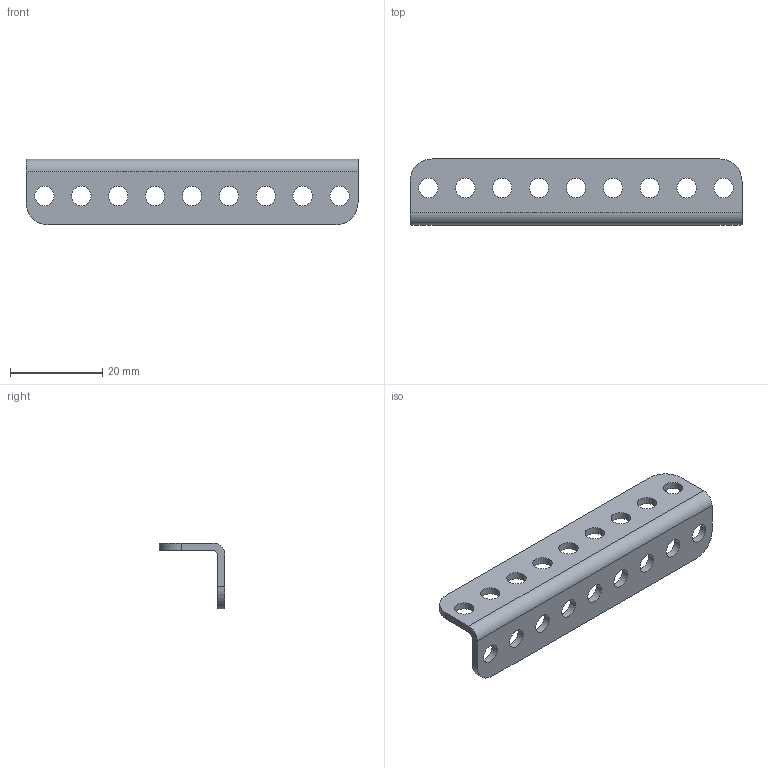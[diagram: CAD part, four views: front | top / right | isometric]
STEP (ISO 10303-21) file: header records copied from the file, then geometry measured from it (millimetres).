
FILE_DESCRIPTION(/* description */ (''),/* implementation_level */ '2;1');
FILE_NAME(/* name */ 'Matrix_01-0009.ipt.stp',/* time_stamp */ '2014-12-18T17:41:45-08:00',/* author */ ('Autodesk Inc.'),/* organization */ ('Autodesk Inc.'),/* preprocessor_version */ 'ST-DEVELOPER v15.6',/* originating_system */ 'Autodesk Inventor 2015',/* authorisation */ '');
FILE_SCHEMA (('AUTOMOTIVE_DESIGN { 1 0 10303 214 3 1 1 }'));
Length unit declared in the file: millimetre
Products named in the file (1): Matrix_01-0009
Bounding box: 72 x 14.3 x 14.3 mm (x, y, z)
Volume: 2590.7 mm3; surface area: 3919.6 mm2
Topology: 1 solids, 1 shells, 32 faces, 90 edges, 60 vertices
Faces by surface type: cylinder 24, plane 8
Full cylindrical faces by diameter (mm): 4.2 x18
Entity records: 1068 total; most frequent: DIRECTION 186, CARTESIAN_POINT 165, ORIENTED_EDGE 144, EDGE_LOOP 86, AXIS2_PLACEMENT_3D 81, EDGE_CURVE 72, VERTEX_POINT 60, FACE_BOUND 54
